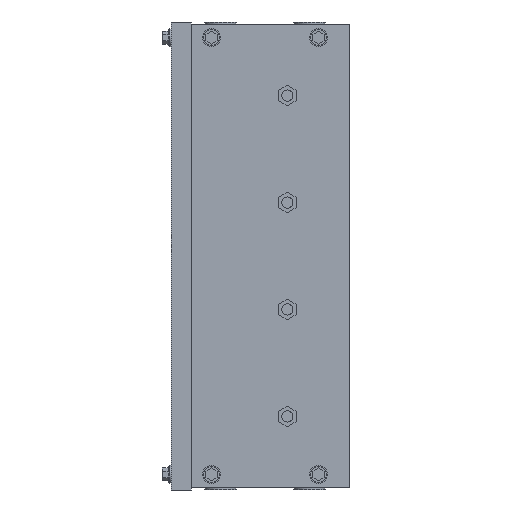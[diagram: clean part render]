
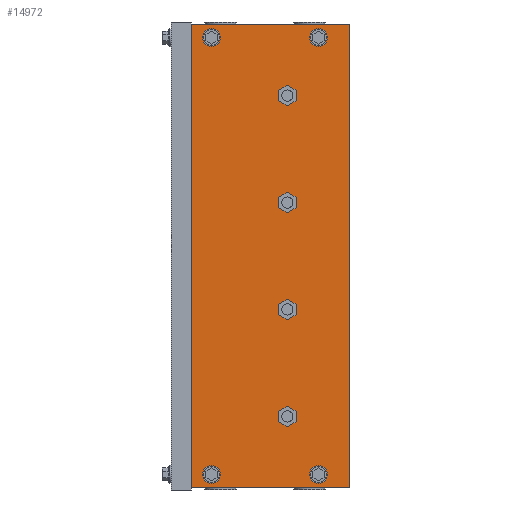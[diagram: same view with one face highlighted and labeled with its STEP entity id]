
A CAD part, left-side view. The second image highlights one B-rep face of the part: STEP entity #14972.
In plain terms, the highlighted planar face has unit normal (-1, 0, 0).
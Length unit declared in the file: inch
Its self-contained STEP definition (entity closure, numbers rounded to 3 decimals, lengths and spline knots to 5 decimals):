
#1145 = DIRECTION ( 'NONE',  ( 0., -1., 0. ) ) ;
#2117 = DIRECTION ( 'NONE',  ( 0., 0., -1. ) ) ;
#2165 = CARTESIAN_POINT ( 'NONE',  ( -6., 0., -6.5 ) ) ;
#2681 = DIRECTION ( 'NONE',  ( 0., 0., 1. ) ) ;
#2872 = EDGE_CURVE ( 'NONE', #21303, #36077, #34468, .T. ) ;
#3662 = EDGE_CURVE ( 'NONE', #17097, #4844, #15471, .T. ) ;
#4844 = VERTEX_POINT ( 'NONE', #2165 ) ;
#4943 = CARTESIAN_POINT ( 'NONE',  ( -6., 4.4375, -6.5 ) ) ;
#5192 = CARTESIAN_POINT ( 'NONE',  ( -6., 0., -6.5 ) ) ;
#5820 = CARTESIAN_POINT ( 'NONE',  ( -6., 4.4375, 6.5 ) ) ;
#7485 = EDGE_LOOP ( 'NONE', ( #24710, #7518, #12439, #26370 ) ) ;
#7518 = ORIENTED_EDGE ( 'NONE', *, *, #2872, .F. ) ;
#8016 = LINE ( 'NONE', #5192, #26467 ) ;
#11285 = VECTOR ( 'NONE', #33714, 39.37008 ) ;
#12439 = ORIENTED_EDGE ( 'NONE', *, *, #15698, .T. ) ;
#14972 = ADVANCED_FACE ( 'NONE', ( #17190 ), #31144, .T. ) ;
#15471 = LINE ( 'NONE', #20947, #30475 ) ;
#15698 = EDGE_CURVE ( 'NONE', #21303, #17097, #35859, .T. ) ;
#16308 = CARTESIAN_POINT ( 'NONE',  ( -6., 4.4375, -6.5 ) ) ;
#17097 = VERTEX_POINT ( 'NONE', #16308 ) ;
#17190 = FACE_OUTER_BOUND ( 'NONE', #7485, .T. ) ;
#17384 = CARTESIAN_POINT ( 'NONE',  ( -6., 0., 6.5 ) ) ;
#17437 = DIRECTION ( 'NONE',  ( 0., 0., -1. ) ) ;
#18378 = EDGE_CURVE ( 'NONE', #36077, #4844, #8016, .T. ) ;
#19450 = DIRECTION ( 'NONE',  ( -1., 0., 0. ) ) ;
#19651 = AXIS2_PLACEMENT_3D ( 'NONE', #19830, #19450, #2681 ) ;
#19830 = CARTESIAN_POINT ( 'NONE',  ( -6., 4.4375, -6.5 ) ) ;
#20947 = CARTESIAN_POINT ( 'NONE',  ( -6., 4.4375, -6.5 ) ) ;
#21303 = VERTEX_POINT ( 'NONE', #23867 ) ;
#23867 = CARTESIAN_POINT ( 'NONE',  ( -6., 4.4375, 6.5 ) ) ;
#24710 = ORIENTED_EDGE ( 'NONE', *, *, #18378, .F. ) ;
#26370 = ORIENTED_EDGE ( 'NONE', *, *, #3662, .T. ) ;
#26467 = VECTOR ( 'NONE', #17437, 39.37008 ) ;
#30475 = VECTOR ( 'NONE', #1145, 39.37008 ) ;
#31144 = PLANE ( 'NONE',  #19651 ) ;
#33714 = DIRECTION ( 'NONE',  ( 0., -1., 0. ) ) ;
#34063 = VECTOR ( 'NONE', #2117, 39.37008 ) ;
#34468 = LINE ( 'NONE', #5820, #11285 ) ;
#35859 = LINE ( 'NONE', #4943, #34063 ) ;
#36077 = VERTEX_POINT ( 'NONE', #17384 ) ;
